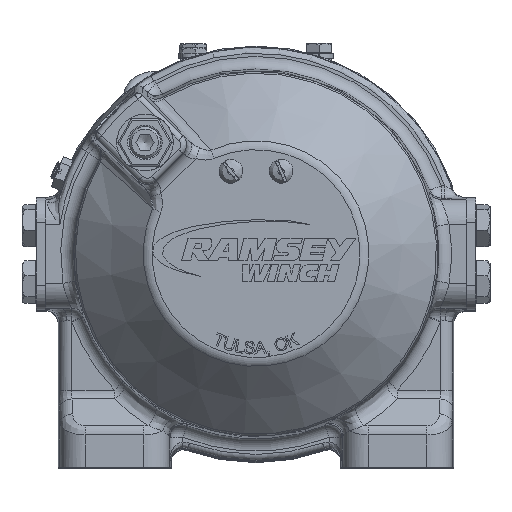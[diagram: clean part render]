
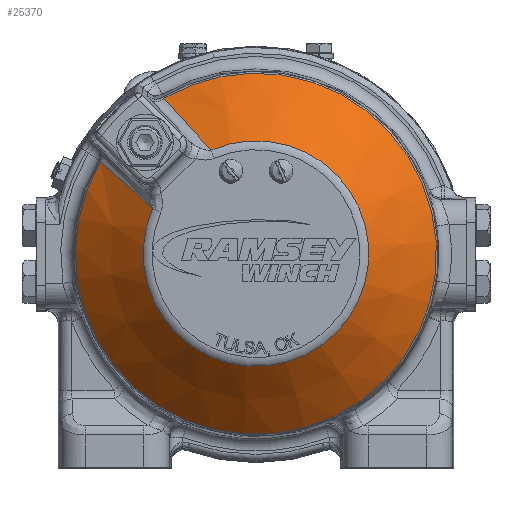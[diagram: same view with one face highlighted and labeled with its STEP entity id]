
A CAD part, top view. The second image highlights one B-rep face of the part: STEP entity #25370.
In plain terms, the highlighted conical face has half-angle 45 degrees and reference radius 93.665 mm.
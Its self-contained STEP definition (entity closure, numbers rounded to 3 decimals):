
#542=CONICAL_SURFACE('',#26921,93.665,0.785);
#829=B_SPLINE_CURVE_WITH_KNOTS('',3,(#40409,#40410,#40411,#40412,#40413,
#40414),.UNSPECIFIED.,.F.,.F.,(4,2,4),(0.003,0.027,
0.052),.UNSPECIFIED.);
#837=B_SPLINE_CURVE_WITH_KNOTS('',3,(#40704,#40705,#40706,#40707,#40708,
#40709),.UNSPECIFIED.,.F.,.F.,(4,2,4),(0.,0.025,
0.049),.UNSPECIFIED.);
#2244=FACE_OUTER_BOUND('',#3642,.T.);
#3642=EDGE_LOOP('',(#17727,#17728,#17729,#17730));
#8997=CIRCLE('',#26922,57.007);
#8998=CIRCLE('',#26923,91.251);
#10559=VERTEX_POINT('',#40216);
#10562=VERTEX_POINT('',#40407);
#10571=VERTEX_POINT('',#40644);
#10572=VERTEX_POINT('',#40703);
#13308=EDGE_CURVE('',#10559,#10562,#829,.T.);
#13320=EDGE_CURVE('',#10572,#10571,#837,.T.);
#13335=EDGE_CURVE('',#10571,#10559,#8997,.T.);
#13336=EDGE_CURVE('',#10562,#10572,#8998,.T.);
#17727=ORIENTED_EDGE('',*,*,#13335,.T.);
#17728=ORIENTED_EDGE('',*,*,#13308,.T.);
#17729=ORIENTED_EDGE('',*,*,#13336,.T.);
#17730=ORIENTED_EDGE('',*,*,#13320,.T.);
#25370=ADVANCED_FACE('',(#2244),#542,.T.);
#26921=AXIS2_PLACEMENT_3D('',#40948,#30073,#30074);
#26922=AXIS2_PLACEMENT_3D('',#40949,#30075,#30076);
#26923=AXIS2_PLACEMENT_3D('',#40950,#30077,#30078);
#30073=DIRECTION('center_axis',(0.,0.,
-1.));
#30074=DIRECTION('ref_axis',(0.707,-0.707,0.));
#30075=DIRECTION('center_axis',(0.,0.,
-1.));
#30076=DIRECTION('ref_axis',(1.,0.,0.));
#30077=DIRECTION('center_axis',(0.,0.,
1.));
#30078=DIRECTION('ref_axis',(1.,0.,0.));
#40216=CARTESIAN_POINT('',(-52.263,130.72,-1.86));
#40407=CARTESIAN_POINT('',(-78.485,154.499,-36.103));
#40409=CARTESIAN_POINT('Ctrl Pts',(-52.263,130.72,-1.86));
#40410=CARTESIAN_POINT('Ctrl Pts',(-56.701,134.686,-7.513));
#40411=CARTESIAN_POINT('Ctrl Pts',(-61.089,138.65,-13.206));
#40412=CARTESIAN_POINT('Ctrl Pts',(-69.819,146.576,-24.63));
#40413=CARTESIAN_POINT('Ctrl Pts',(-74.159,150.538,-30.361));
#40414=CARTESIAN_POINT('Ctrl Pts',(-78.485,154.499,-36.103));
#40644=CARTESIAN_POINT('',(-22.77,160.213,-1.86));
#40703=CARTESIAN_POINT('',(-46.549,186.435,-36.103));
#40704=CARTESIAN_POINT('Ctrl Pts',(-46.549,186.435,-36.103));
#40705=CARTESIAN_POINT('Ctrl Pts',(-42.588,182.109,-30.361));
#40706=CARTESIAN_POINT('Ctrl Pts',(-38.626,177.769,-24.63));
#40707=CARTESIAN_POINT('Ctrl Pts',(-30.7,169.039,-13.206));
#40708=CARTESIAN_POINT('Ctrl Pts',(-26.736,164.651,-7.513));
#40709=CARTESIAN_POINT('Ctrl Pts',(-22.77,160.213,-1.86));
#40948=CARTESIAN_POINT('Origin',(0.,107.95,-38.517));
#40949=CARTESIAN_POINT('Origin',(0.,107.95,-1.86));
#40950=CARTESIAN_POINT('Origin',(0.,107.95,-36.103));
